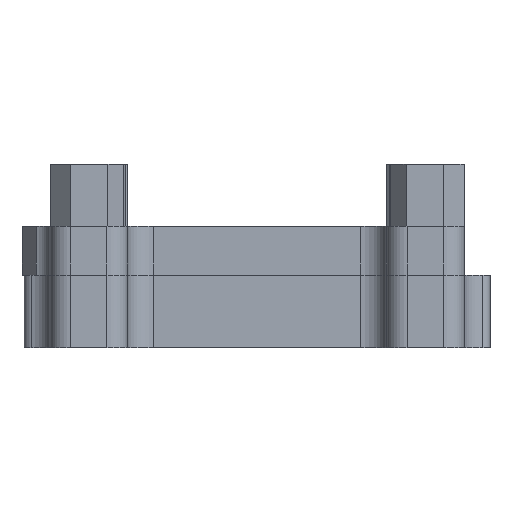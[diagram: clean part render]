
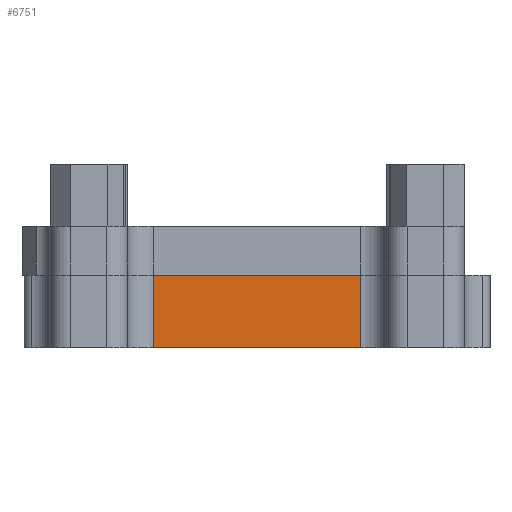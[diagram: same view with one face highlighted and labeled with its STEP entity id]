
A CAD part, front view. The second image highlights one B-rep face of the part: STEP entity #6751.
In plain terms, the highlighted planar face has unit normal (0, -1, 0).
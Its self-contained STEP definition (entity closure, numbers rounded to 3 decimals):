
#5548=CARTESIAN_POINT('',(-14.539,-12.934,48.5));
#5549=VERTEX_POINT('',#5548);
#5557=CARTESIAN_POINT('',(5.461,-12.934,48.5));
#5558=VERTEX_POINT('',#5557);
#5559=CARTESIAN_POINT('',(-14.539,-12.934,48.5));
#5560=DIRECTION('',(1.,-0.,-0.));
#5561=VECTOR('',#5560,20.);
#5562=LINE('',#5559,#5561);
#5563=EDGE_CURVE('NONE',#5549,#5558,#5562,.T.);
#6710=CARTESIAN_POINT('',(5.461,-12.934,41.5));
#6711=VERTEX_POINT('',#6710);
#6712=CARTESIAN_POINT('',(5.461,-12.934,48.5));
#6713=DIRECTION('',(0.,0.,-1.));
#6714=VECTOR('',#6713,7.);
#6715=LINE('',#6712,#6714);
#6716=EDGE_CURVE('NONE',#5558,#6711,#6715,.T.);
#6728=CARTESIAN_POINT('',(-27.039,-12.934,47.));
#6729=DIRECTION('',(0.,1.,0.));
#6730=DIRECTION('',(1.,0.,0.));
#6731=AXIS2_PLACEMENT_3D('',#6728,#6729,#6730);
#6732=PLANE('',#6731);
#6733=CARTESIAN_POINT('',(-14.539,-12.934,41.5));
#6734=VERTEX_POINT('',#6733);
#6735=CARTESIAN_POINT('',(-14.539,-12.934,48.5));
#6736=DIRECTION('',(0.,0.,-1.));
#6737=VECTOR('',#6736,7.);
#6738=LINE('',#6735,#6737);
#6739=EDGE_CURVE('NONE',#5549,#6734,#6738,.T.);
#6740=ORIENTED_EDGE('',*,*,#6739,.T.);
#6741=CARTESIAN_POINT('',(5.461,-12.934,41.5));
#6742=DIRECTION('',(-1.,0.,0.));
#6743=VECTOR('',#6742,20.);
#6744=LINE('',#6741,#6743);
#6745=EDGE_CURVE('NONE',#6711,#6734,#6744,.T.);
#6746=ORIENTED_EDGE('',*,*,#6745,.F.);
#6747=ORIENTED_EDGE('',*,*,#6716,.F.);
#6748=ORIENTED_EDGE('',*,*,#5563,.F.);
#6749=EDGE_LOOP('',(#6740,#6746,#6747,#6748));
#6750=FACE_BOUND('',#6749,.T.);
#6751=ADVANCED_FACE('NONE',(#6750),#6732,.F.);
